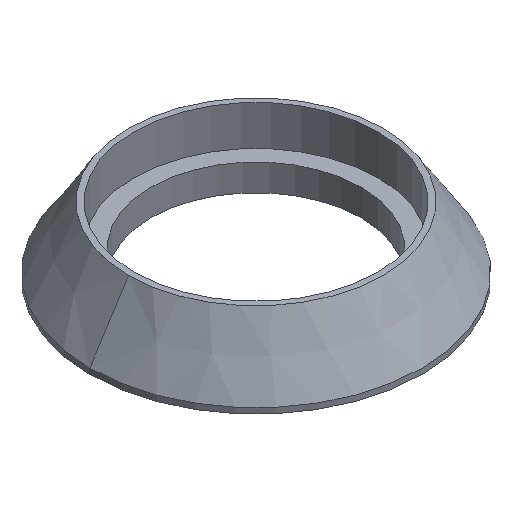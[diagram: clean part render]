
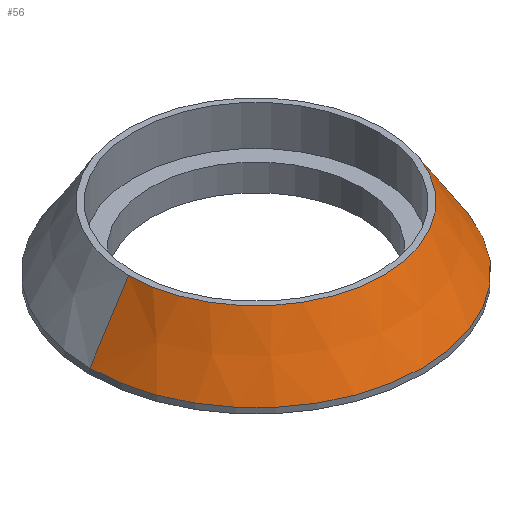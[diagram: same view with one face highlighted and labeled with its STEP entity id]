
A CAD part, isometric view. The second image highlights one B-rep face of the part: STEP entity #56.
In plain terms, the highlighted conical face has half-angle 32.471 degrees and reference radius 11.5 mm.
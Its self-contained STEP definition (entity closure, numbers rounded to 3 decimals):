
#14 = VECTOR ( 'NONE', #253, 1000. ) ;
#30 = AXIS2_PLACEMENT_3D ( 'NONE', #279, #278, #276 ) ;
#31 = CIRCLE ( 'NONE', #37, 15. ) ;
#35 = CIRCLE ( 'NONE', #30, 11.5 ) ;
#37 = AXIS2_PLACEMENT_3D ( 'NONE', #286, #285, #284 ) ;
#40 = VECTOR ( 'NONE', #273, 1000. ) ;
#56 = ADVANCED_FACE ( 'NONE', ( #171 ), #368, .T. ) ;
#70 = EDGE_CURVE ( 'NONE', #122, #121, #31, .T. ) ;
#72 = EDGE_CURVE ( 'NONE', #120, #123, #35, .T. ) ;
#73 = EDGE_CURVE ( 'NONE', #123, #121, #180, .T. ) ;
#79 = EDGE_CURVE ( 'NONE', #120, #122, #178, .T. ) ;
#94 = ORIENTED_EDGE ( 'NONE', *, *, #70, .T. ) ;
#95 = ORIENTED_EDGE ( 'NONE', *, *, #72, .F. ) ;
#96 = ORIENTED_EDGE ( 'NONE', *, *, #79, .T. ) ;
#117 = ORIENTED_EDGE ( 'NONE', *, *, #73, .F. ) ;
#120 = VERTEX_POINT ( 'NONE', #248 ) ;
#121 = VERTEX_POINT ( 'NONE', #247 ) ;
#122 = VERTEX_POINT ( 'NONE', #246 ) ;
#123 = VERTEX_POINT ( 'NONE', #245 ) ;
#148 = EDGE_LOOP ( 'NONE', ( #117, #95, #96, #94 ) ) ;
#171 = FACE_OUTER_BOUND ( 'NONE', #148, .T. ) ;
#178 = LINE ( 'NONE', #254, #14 ) ;
#180 = LINE ( 'NONE', #275, #40 ) ;
#245 = CARTESIAN_POINT ( 'NONE',  ( 11.5, 0., 6. ) ) ;
#246 = CARTESIAN_POINT ( 'NONE',  ( -15., 0., 0.5 ) ) ;
#247 = CARTESIAN_POINT ( 'NONE',  ( 15., 0., 0.5 ) ) ;
#248 = CARTESIAN_POINT ( 'NONE',  ( -11.5, 0., 6. ) ) ;
#253 = DIRECTION ( 'NONE',  ( -0.537, 0., -0.844 ) ) ;
#254 = CARTESIAN_POINT ( 'NONE',  ( -11.5, 0., 6. ) ) ;
#273 = DIRECTION ( 'NONE',  ( 0.537, 0., -0.844 ) ) ;
#275 = CARTESIAN_POINT ( 'NONE',  ( 11.5, 0., 6. ) ) ;
#276 = DIRECTION ( 'NONE',  ( 1., 0., 0. ) ) ;
#278 = DIRECTION ( 'NONE',  ( 0., 0., 1. ) ) ;
#279 = CARTESIAN_POINT ( 'NONE',  ( 0., 0., 6. ) ) ;
#284 = DIRECTION ( 'NONE',  ( 1., 0., 0. ) ) ;
#285 = DIRECTION ( 'NONE',  ( 0., 0., 1. ) ) ;
#286 = CARTESIAN_POINT ( 'NONE',  ( 0., 0., 0.5 ) ) ;
#300 = CARTESIAN_POINT ( 'NONE',  ( 0., 0., 6. ) ) ;
#304 = DIRECTION ( 'NONE',  ( 0., 0., -1. ) ) ;
#305 = DIRECTION ( 'NONE',  ( -1., 0., 0. ) ) ;
#368 = CONICAL_SURFACE ( 'NONE', #373, 11.5, 0.567 ) ;
#373 = AXIS2_PLACEMENT_3D ( 'NONE', #300, #304, #305 ) ;
